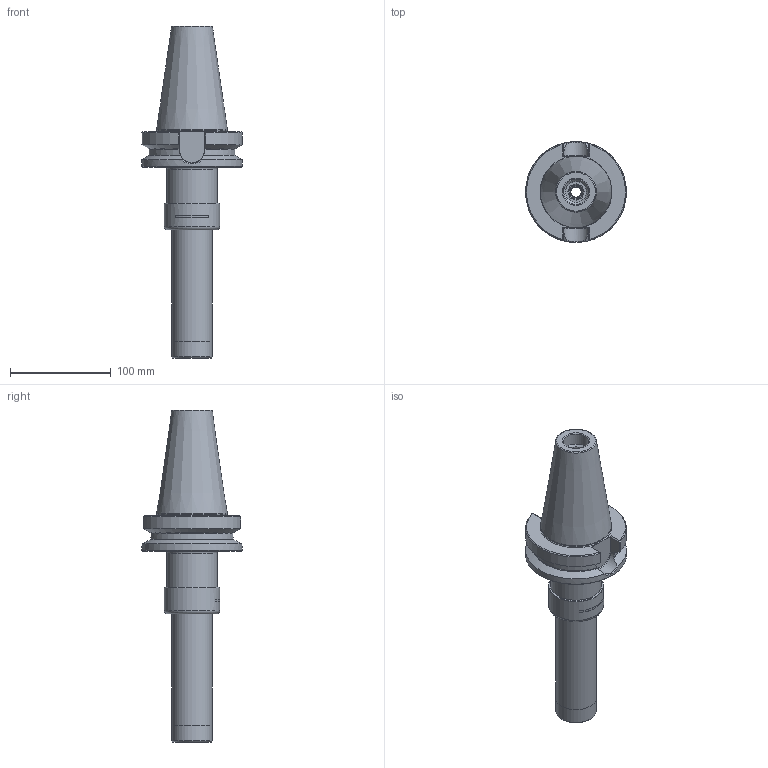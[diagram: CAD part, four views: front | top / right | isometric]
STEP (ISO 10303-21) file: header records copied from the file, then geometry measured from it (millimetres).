
FILE_DESCRIPTION(/* description */ (''),/* implementation_level */ '2;1');
FILE_NAME(/* name */ '885116070.stp',/* time_stamp */ '2023-03-15T12:11:02',/* author */ ('Ratnasingam Jekanthan'),/* organization */ ('REGO-FIX'),/* preprocessor_version */ ' Unknown',/* originating_system */ 'SIEMENS PLM Software Solid Edge ST10',/* authorization */ 'Unknown');
FILE_SCHEMA (('AUTOMOTIVE_DESIGN { 1 0 10303 214 2 1 1}'));
Length unit declared in the file: millimetre
Products named in the file (1): NOCUT
Bounding box: 100 x 100 x 328.8 mm (x, y, z)
Volume: 681000.9 mm3; surface area: 100202.1 mm2
Topology: 1 solids, 3 shells, 131 faces, 301 edges, 184 vertices
Faces by surface type: plane 41, cylinder 34, cone 31, torus 23, bspline 2
Full cylindrical faces by diameter (mm): 10.106 x2, 12 x1, 14 x1, 20.752 x2, 23.5 x1, 25 x1, 30.5 x1, 31.6 x1, 33 x1, 40 x2, 40.2 x1, 42 x1, 45 x1, 48.376 x2, 50 x1, 50.05 x1, 51.3 x1, 54.8 x1, 100 x1
Entity records: 4337 total; most frequent: CARTESIAN_POINT 777, DIRECTION 560, ORIENTED_EDGE 442, AXIS2_PLACEMENT_3D 248, EDGE_CURVE 221, EDGE_LOOP 210, FACE_BOUND 210, VERTEX_POINT 169
